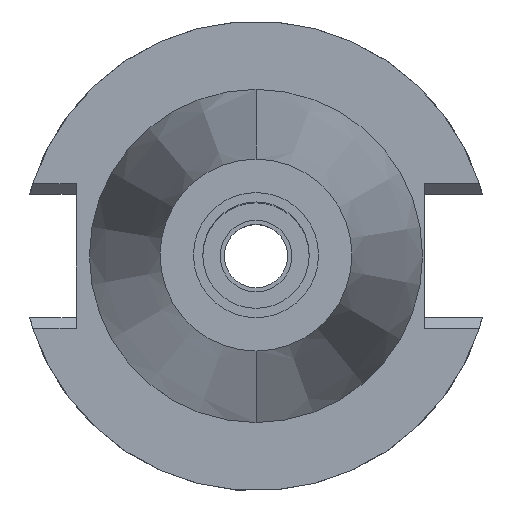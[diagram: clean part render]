
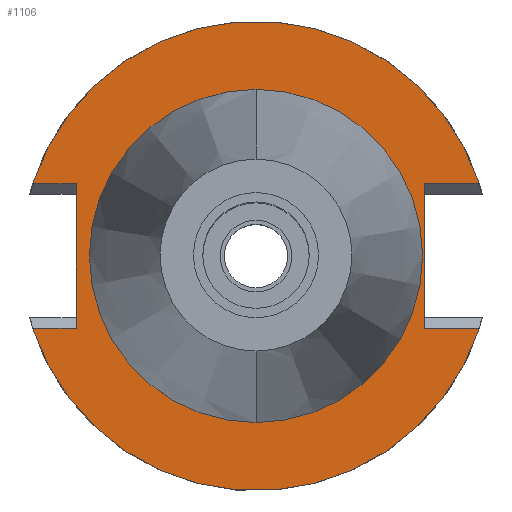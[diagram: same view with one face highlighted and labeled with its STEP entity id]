
A CAD part, top view. The second image highlights one B-rep face of the part: STEP entity #1106.
In plain terms, the highlighted planar face has unit normal (0, 0, 1).
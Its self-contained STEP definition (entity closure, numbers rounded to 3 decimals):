
#32 = FACE_BOUND ( 'NONE', #268, .T. ) ;
#133 = EDGE_CURVE ( 'NONE', #811, #1294, #2184, .T. ) ;
#194 = ORIENTED_EDGE ( 'NONE', *, *, #210, .F. ) ;
#210 = EDGE_CURVE ( 'NONE', #655, #1740, #1673, .T. ) ;
#268 = EDGE_LOOP ( 'NONE', ( #2347, #1220 ) ) ;
#343 = AXIS2_PLACEMENT_3D ( 'NONE', #2223, #2484, #1184 ) ;
#347 = DIRECTION ( 'NONE',  ( 0., -1., 0. ) ) ;
#354 = LINE ( 'NONE', #2502, #2822 ) ;
#371 = EDGE_CURVE ( 'NONE', #1515, #1294, #2323, .T. ) ;
#419 = EDGE_CURVE ( 'NONE', #1695, #2291, #3155, .T. ) ;
#500 = CARTESIAN_POINT ( 'NONE',  ( 35.27, 15.155, -1.5 ) ) ;
#532 = ORIENTED_EDGE ( 'NONE', *, *, #133, .F. ) ;
#550 = VERTEX_POINT ( 'NONE', #844 ) ;
#551 = DIRECTION ( 'NONE',  ( 0., 0., 1. ) ) ;
#569 = EDGE_CURVE ( 'NONE', #2561, #811, #354, .T. ) ;
#595 = DIRECTION ( 'NONE',  ( 0., 1., 0. ) ) ;
#606 = CARTESIAN_POINT ( 'NONE',  ( -46.821, -15.155, -1.5 ) ) ;
#610 = EDGE_LOOP ( 'NONE', ( #1677, #532, #2841, #2707, #2870, #750, #194, #3342 ) ) ;
#645 = CARTESIAN_POINT ( 'NONE',  ( 35.27, -15.155, -1.5 ) ) ;
#652 = VERTEX_POINT ( 'NONE', #606 ) ;
#655 = VERTEX_POINT ( 'NONE', #645 ) ;
#677 = CIRCLE ( 'NONE', #343, 49.212 ) ;
#709 = CARTESIAN_POINT ( 'NONE',  ( -37.68, -15.155, -1.5 ) ) ;
#746 = EDGE_CURVE ( 'NONE', #550, #2561, #3013, .T. ) ;
#750 = ORIENTED_EDGE ( 'NONE', *, *, #2436, .F. ) ;
#769 = VECTOR ( 'NONE', #2353, 1000. ) ;
#802 = CARTESIAN_POINT ( 'NONE',  ( 0., 0., -1.5 ) ) ;
#811 = VERTEX_POINT ( 'NONE', #2001 ) ;
#844 = CARTESIAN_POINT ( 'NONE',  ( -37.68, -15.155, -1.5 ) ) ;
#884 = AXIS2_PLACEMENT_3D ( 'NONE', #802, #3362, #3111 ) ;
#970 = EDGE_CURVE ( 'NONE', #1515, #655, #1807, .T. ) ;
#1025 = DIRECTION ( 'NONE',  ( 1., 0., 0. ) ) ;
#1062 = EDGE_CURVE ( 'NONE', #2291, #1695, #2350, .T. ) ;
#1073 = CARTESIAN_POINT ( 'NONE',  ( 0., 0., -1.5 ) ) ;
#1093 = CARTESIAN_POINT ( 'NONE',  ( 0., 34.925, -1.5 ) ) ;
#1106 = ADVANCED_FACE ( 'NONE', ( #1371, #32 ), #2406, .F. ) ;
#1172 = DIRECTION ( 'NONE',  ( -1., 0., 0. ) ) ;
#1184 = DIRECTION ( 'NONE',  ( 0., -1., 0. ) ) ;
#1211 = VECTOR ( 'NONE', #1025, 1000. ) ;
#1220 = ORIENTED_EDGE ( 'NONE', *, *, #419, .F. ) ;
#1256 = VECTOR ( 'NONE', #2708, 1000. ) ;
#1294 = VERTEX_POINT ( 'NONE', #1730 ) ;
#1371 = FACE_OUTER_BOUND ( 'NONE', #610, .T. ) ;
#1489 = DIRECTION ( 'NONE',  ( 0., 1., 0. ) ) ;
#1515 = VERTEX_POINT ( 'NONE', #500 ) ;
#1608 = CARTESIAN_POINT ( 'NONE',  ( 35.27, 15.155, -1.5 ) ) ;
#1673 = LINE ( 'NONE', #2906, #1256 ) ;
#1677 = ORIENTED_EDGE ( 'NONE', *, *, #371, .T. ) ;
#1695 = VERTEX_POINT ( 'NONE', #2394 ) ;
#1730 = CARTESIAN_POINT ( 'NONE',  ( 46.821, 15.155, -1.5 ) ) ;
#1740 = VERTEX_POINT ( 'NONE', #2899 ) ;
#1807 = LINE ( 'NONE', #1608, #769 ) ;
#2001 = CARTESIAN_POINT ( 'NONE',  ( -46.821, 15.155, -1.5 ) ) ;
#2104 = CARTESIAN_POINT ( 'NONE',  ( 0., 0., -1.5 ) ) ;
#2151 = CARTESIAN_POINT ( 'NONE',  ( 0., 0., -1.5 ) ) ;
#2184 = CIRCLE ( 'NONE', #3042, 49.212 ) ;
#2223 = CARTESIAN_POINT ( 'NONE',  ( 0., 0., -1.5 ) ) ;
#2279 = DIRECTION ( 'NONE',  ( -1., 0., 0. ) ) ;
#2291 = VERTEX_POINT ( 'NONE', #1093 ) ;
#2323 = LINE ( 'NONE', #3349, #1211 ) ;
#2347 = ORIENTED_EDGE ( 'NONE', *, *, #1062, .F. ) ;
#2350 = CIRCLE ( 'NONE', #884, 34.925 ) ;
#2353 = DIRECTION ( 'NONE',  ( 0., -1., 0. ) ) ;
#2394 = CARTESIAN_POINT ( 'NONE',  ( 0., -34.925, -1.5 ) ) ;
#2406 = PLANE ( 'NONE',  #3308 ) ;
#2436 = EDGE_CURVE ( 'NONE', #1740, #652, #677, .T. ) ;
#2457 = DIRECTION ( 'NONE',  ( 0., 0., -1. ) ) ;
#2484 = DIRECTION ( 'NONE',  ( 0., 0., -1. ) ) ;
#2502 = CARTESIAN_POINT ( 'NONE',  ( -37.68, 15.155, -1.5 ) ) ;
#2519 = AXIS2_PLACEMENT_3D ( 'NONE', #2104, #551, #2632 ) ;
#2561 = VERTEX_POINT ( 'NONE', #3328 ) ;
#2632 = DIRECTION ( 'NONE',  ( 0., -1., 0. ) ) ;
#2707 = ORIENTED_EDGE ( 'NONE', *, *, #746, .F. ) ;
#2708 = DIRECTION ( 'NONE',  ( 1., 0., 0. ) ) ;
#2771 = LINE ( 'NONE', #3283, #3169 ) ;
#2782 = VECTOR ( 'NONE', #1489, 1000. ) ;
#2822 = VECTOR ( 'NONE', #1172, 1000. ) ;
#2841 = ORIENTED_EDGE ( 'NONE', *, *, #569, .F. ) ;
#2870 = ORIENTED_EDGE ( 'NONE', *, *, #3070, .T. ) ;
#2891 = DIRECTION ( 'NONE',  ( 0., 0., -1. ) ) ;
#2899 = CARTESIAN_POINT ( 'NONE',  ( 46.821, -15.155, -1.5 ) ) ;
#2906 = CARTESIAN_POINT ( 'NONE',  ( 35.27, -15.155, -1.5 ) ) ;
#3013 = LINE ( 'NONE', #709, #2782 ) ;
#3042 = AXIS2_PLACEMENT_3D ( 'NONE', #2151, #2457, #595 ) ;
#3070 = EDGE_CURVE ( 'NONE', #550, #652, #2771, .T. ) ;
#3111 = DIRECTION ( 'NONE',  ( 0., 1., 0. ) ) ;
#3155 = CIRCLE ( 'NONE', #2519, 34.925 ) ;
#3169 = VECTOR ( 'NONE', #2279, 1000. ) ;
#3283 = CARTESIAN_POINT ( 'NONE',  ( -37.68, -15.155, -1.5 ) ) ;
#3308 = AXIS2_PLACEMENT_3D ( 'NONE', #1073, #2891, #347 ) ;
#3328 = CARTESIAN_POINT ( 'NONE',  ( -37.68, 15.155, -1.5 ) ) ;
#3342 = ORIENTED_EDGE ( 'NONE', *, *, #970, .F. ) ;
#3349 = CARTESIAN_POINT ( 'NONE',  ( 35.27, 15.155, -1.5 ) ) ;
#3362 = DIRECTION ( 'NONE',  ( 0., 0., 1. ) ) ;
